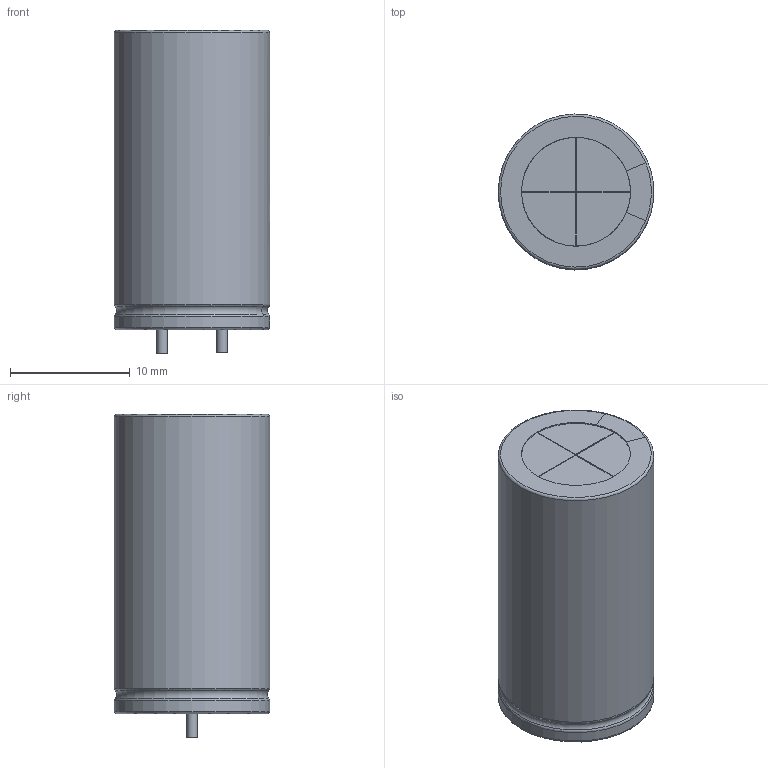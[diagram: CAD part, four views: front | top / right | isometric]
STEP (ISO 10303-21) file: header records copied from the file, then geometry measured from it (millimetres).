
FILE_DESCRIPTION(/* description */ (''),/* implementation_level */ '2;1');
FILE_NAME(/* name */ 'CP_Radial_D13.0mm_P5.00mm_H25.step',/* time_stamp */ '2023-10-11T10:07:46+03:00',/* author */ (''),/* organization */ (''),/* preprocessor_version */ 'ST-DEVELOPER v20',/* originating_system */ 'Autodesk Translation Framework v12.14.0.127',/* authorisation */ '');
FILE_SCHEMA (('AUTOMOTIVE_DESIGN { 1 0 10303 214 3 1 1 }'));
Length unit declared in the file: millimetre
Products named in the file (1): CP_Radial_D13.0mm_P5.00mm_H25
Bounding box: 13 x 13 x 27 mm (x, y, z)
Volume: 3289.2 mm3; surface area: 1440.3 mm2
Topology: 1 solids, 2 shells, 49 faces, 125 edges, 84 vertices
Faces by surface type: plane 23, cylinder 14, torus 6, bspline 6
Full cylindrical faces by diameter (mm): 0.9 x2, 9.1 x1
Entity records: 2175 total; most frequent: CARTESIAN_POINT 868, DIRECTION 259, ORIENTED_EDGE 250, EDGE_CURVE 125, AXIS2_PLACEMENT_3D 105, VERTEX_POINT 84, CIRCLE 61, EDGE_LOOP 53
